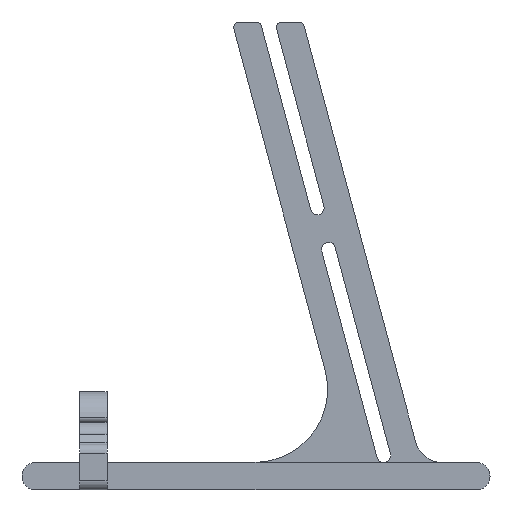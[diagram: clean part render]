
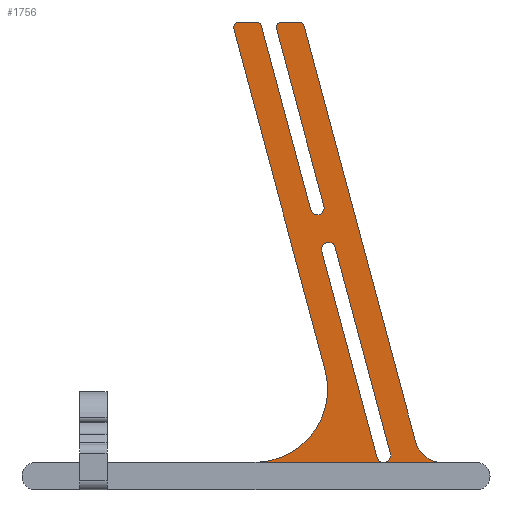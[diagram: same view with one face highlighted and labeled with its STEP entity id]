
A CAD part, left-side view. The second image highlights one B-rep face of the part: STEP entity #1756.
In plain terms, the highlighted planar face has unit normal (-1, 0, 0).
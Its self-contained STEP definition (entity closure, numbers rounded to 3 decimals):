
#40=FACE_BOUND('',#220,.T.);
#55=PLANE('',#1916);
#121=FACE_OUTER_BOUND('',#219,.T.);
#219=EDGE_LOOP('',(#1279,#1280,#1281,#1282,#1283,#1284,#1285,#1286,#1287,
#1288,#1289,#1290,#1291,#1292,#1293,#1294,#1295,#1296));
#220=EDGE_LOOP('',(#1297,#1298,#1299,#1300));
#298=LINE('',#2623,#475);
#303=LINE('',#2638,#480);
#308=LINE('',#2653,#485);
#312=LINE('',#2664,#489);
#314=LINE('',#2669,#491);
#319=LINE('',#2683,#496);
#323=LINE('',#2695,#500);
#327=LINE('',#2707,#504);
#332=LINE('',#2719,#509);
#334=LINE('',#2728,#511);
#339=LINE('',#2740,#516);
#475=VECTOR('',#2071,10.);
#480=VECTOR('',#2084,10.);
#485=VECTOR('',#2097,10.);
#489=VECTOR('',#2109,10.);
#491=VECTOR('',#2113,10.);
#496=VECTOR('',#2126,10.);
#500=VECTOR('',#2138,10.);
#504=VECTOR('',#2150,10.);
#509=VECTOR('',#2163,10.);
#511=VECTOR('',#2173,10.);
#516=VECTOR('',#2186,10.);
#650=CIRCLE('',#1872,13.333);
#652=CIRCLE('',#1876,5.);
#654=CIRCLE('',#1880,1.25);
#656=CIRCLE('',#1884,1.272);
#658=CIRCLE('',#1889,1.);
#660=CIRCLE('',#1893,1.25);
#662=CIRCLE('',#1897,1.);
#664=CIRCLE('',#1901,1.);
#666=CIRCLE('',#1905,2.5);
#668=CIRCLE('',#1909,2.5);
#670=CIRCLE('',#1913,1.);
#734=VERTEX_POINT('',#2613);
#735=VERTEX_POINT('',#2614);
#738=VERTEX_POINT('',#2622);
#740=VERTEX_POINT('',#2628);
#741=VERTEX_POINT('',#2629);
#744=VERTEX_POINT('',#2637);
#746=VERTEX_POINT('',#2643);
#747=VERTEX_POINT('',#2644);
#750=VERTEX_POINT('',#2652);
#752=VERTEX_POINT('',#2658);
#754=VERTEX_POINT('',#2667);
#755=VERTEX_POINT('',#2668);
#758=VERTEX_POINT('',#2676);
#760=VERTEX_POINT('',#2682);
#762=VERTEX_POINT('',#2688);
#764=VERTEX_POINT('',#2694);
#766=VERTEX_POINT('',#2700);
#768=VERTEX_POINT('',#2706);
#771=VERTEX_POINT('',#2717);
#772=VERTEX_POINT('',#2721);
#774=VERTEX_POINT('',#2727);
#777=VERTEX_POINT('',#2738);
#908=EDGE_CURVE('',#734,#735,#650,.T.);
#912=EDGE_CURVE('',#738,#735,#298,.T.);
#915=EDGE_CURVE('',#740,#741,#652,.T.);
#919=EDGE_CURVE('',#744,#741,#303,.T.);
#922=EDGE_CURVE('',#746,#747,#654,.T.);
#926=EDGE_CURVE('',#750,#746,#308,.T.);
#929=EDGE_CURVE('',#752,#750,#656,.T.);
#932=EDGE_CURVE('',#747,#752,#312,.T.);
#934=EDGE_CURVE('',#754,#755,#314,.T.);
#938=EDGE_CURVE('',#758,#755,#658,.T.);
#941=EDGE_CURVE('',#758,#760,#319,.T.);
#944=EDGE_CURVE('',#760,#762,#660,.T.);
#947=EDGE_CURVE('',#762,#764,#323,.T.);
#950=EDGE_CURVE('',#766,#764,#662,.T.);
#953=EDGE_CURVE('',#766,#768,#327,.T.);
#956=EDGE_CURVE('',#738,#768,#664,.T.);
#960=EDGE_CURVE('',#734,#771,#332,.T.);
#961=EDGE_CURVE('',#772,#771,#666,.T.);
#964=EDGE_CURVE('',#772,#774,#334,.T.);
#967=EDGE_CURVE('',#744,#774,#668,.T.);
#971=EDGE_CURVE('',#740,#777,#339,.T.);
#972=EDGE_CURVE('',#754,#777,#670,.T.);
#1279=ORIENTED_EDGE('',*,*,#972,.F.);
#1280=ORIENTED_EDGE('',*,*,#934,.T.);
#1281=ORIENTED_EDGE('',*,*,#938,.F.);
#1282=ORIENTED_EDGE('',*,*,#941,.T.);
#1283=ORIENTED_EDGE('',*,*,#944,.T.);
#1284=ORIENTED_EDGE('',*,*,#947,.T.);
#1285=ORIENTED_EDGE('',*,*,#950,.F.);
#1286=ORIENTED_EDGE('',*,*,#953,.T.);
#1287=ORIENTED_EDGE('',*,*,#956,.F.);
#1288=ORIENTED_EDGE('',*,*,#912,.T.);
#1289=ORIENTED_EDGE('',*,*,#908,.F.);
#1290=ORIENTED_EDGE('',*,*,#960,.T.);
#1291=ORIENTED_EDGE('',*,*,#961,.F.);
#1292=ORIENTED_EDGE('',*,*,#964,.T.);
#1293=ORIENTED_EDGE('',*,*,#967,.F.);
#1294=ORIENTED_EDGE('',*,*,#919,.T.);
#1295=ORIENTED_EDGE('',*,*,#915,.F.);
#1296=ORIENTED_EDGE('',*,*,#971,.T.);
#1297=ORIENTED_EDGE('',*,*,#932,.F.);
#1298=ORIENTED_EDGE('',*,*,#922,.F.);
#1299=ORIENTED_EDGE('',*,*,#926,.F.);
#1300=ORIENTED_EDGE('',*,*,#929,.F.);
#1756=ADVANCED_FACE('',(#121,#40),#55,.F.);
#1872=AXIS2_PLACEMENT_3D('',#2615,#2063,#2064);
#1876=AXIS2_PLACEMENT_3D('',#2630,#2076,#2077);
#1880=AXIS2_PLACEMENT_3D('',#2645,#2089,#2090);
#1884=AXIS2_PLACEMENT_3D('',#2659,#2102,#2103);
#1889=AXIS2_PLACEMENT_3D('',#2677,#2119,#2120);
#1893=AXIS2_PLACEMENT_3D('',#2689,#2131,#2132);
#1897=AXIS2_PLACEMENT_3D('',#2701,#2143,#2144);
#1901=AXIS2_PLACEMENT_3D('',#2712,#2155,#2156);
#1905=AXIS2_PLACEMENT_3D('',#2722,#2166,#2167);
#1909=AXIS2_PLACEMENT_3D('',#2733,#2178,#2179);
#1913=AXIS2_PLACEMENT_3D('',#2742,#2189,#2190);
#1916=AXIS2_PLACEMENT_3D('',#2745,#2195,#2196);
#2063=DIRECTION('center_axis',(-1.,0.,0.));
#2064=DIRECTION('ref_axis',(0.,-0.793,-0.609));
#2071=DIRECTION('',(0.,-0.259,-0.966));
#2076=DIRECTION('center_axis',(-1.,0.,0.));
#2077=DIRECTION('ref_axis',(0.,0.609,-0.793));
#2084=DIRECTION('',(0.,1.,0.));
#2089=DIRECTION('center_axis',(-1.,0.,0.));
#2090=DIRECTION('ref_axis',(0.,1.,0.));
#2097=DIRECTION('',(0.,-0.259,-0.966));
#2102=DIRECTION('center_axis',(-1.,0.,0.));
#2103=DIRECTION('ref_axis',(0.,1.,0.));
#2109=DIRECTION('',(0.,0.259,0.966));
#2113=DIRECTION('',(0.,1.,0.));
#2119=DIRECTION('center_axis',(1.,0.,0.));
#2120=DIRECTION('ref_axis',(0.,0.966,-0.259));
#2126=DIRECTION('',(0.,-0.259,-0.966));
#2131=DIRECTION('center_axis',(1.,0.,0.));
#2132=DIRECTION('ref_axis',(0.,1.,0.));
#2138=DIRECTION('',(0.,0.259,0.966));
#2143=DIRECTION('center_axis',(1.,0.,0.));
#2144=DIRECTION('ref_axis',(0.,0.,1.));
#2150=DIRECTION('',(0.,1.,0.));
#2155=DIRECTION('center_axis',(1.,0.,0.));
#2156=DIRECTION('ref_axis',(0.,0.966,-0.259));
#2163=DIRECTION('',(0.,1.,0.));
#2166=DIRECTION('center_axis',(1.,0.,0.));
#2167=DIRECTION('ref_axis',(0.,1.,0.));
#2173=DIRECTION('',(0.,-1.,0.));
#2178=DIRECTION('center_axis',(1.,0.,0.));
#2179=DIRECTION('ref_axis',(0.,1.,0.));
#2186=DIRECTION('',(0.,0.259,0.966));
#2189=DIRECTION('center_axis',(1.,0.,0.));
#2190=DIRECTION('ref_axis',(0.,0.,1.));
#2195=DIRECTION('center_axis',(1.,0.,0.));
#2196=DIRECTION('ref_axis',(0.,1.,0.));
#2613=CARTESIAN_POINT('',(0.,-26.738,29.127));
#2614=CARTESIAN_POINT('',(0.,-39.617,45.911));
#2615=CARTESIAN_POINT('Origin',(0.,-26.738,42.46));
#2622=CARTESIAN_POINT('',(0.,-23.016,107.868));
#2623=CARTESIAN_POINT('',(0.,-23.016,107.868));
#2628=CARTESIAN_POINT('',(0.,-56.062,32.833));
#2629=CARTESIAN_POINT('',(0.,-60.892,29.127));
#2630=CARTESIAN_POINT('Origin',(0.,-60.892,34.127));
#2637=CARTESIAN_POINT('',(0.,-67.055,29.127));
#2638=CARTESIAN_POINT('',(0.,-67.055,29.127));
#2643=CARTESIAN_POINT('',(0.,-49.043,30.054));
#2644=CARTESIAN_POINT('',(0.,-51.457,30.701));
#2645=CARTESIAN_POINT('Origin',(0.,-50.25,30.377));
#2652=CARTESIAN_POINT('',(0.,-39.002,67.526));
#2653=CARTESIAN_POINT('',(0.,-49.291,29.127));
#2658=CARTESIAN_POINT('',(0.,-41.331,68.493));
#2659=CARTESIAN_POINT('Origin',(0.,-40.231,67.855));
#2664=CARTESIAN_POINT('',(0.,-30.78,107.868));
#2667=CARTESIAN_POINT('',(0.,-34.852,109.127));
#2668=CARTESIAN_POINT('',(0.,-31.746,109.127));
#2669=CARTESIAN_POINT('',(0.,-34.852,109.127));
#2676=CARTESIAN_POINT('',(0.,-30.78,107.868));
#2677=CARTESIAN_POINT('Origin',(0.,-31.746,108.127));
#2682=CARTESIAN_POINT('',(0.,-39.4,75.701));
#2683=CARTESIAN_POINT('',(0.,-30.78,107.868));
#2688=CARTESIAN_POINT('',(0.,-36.985,75.054));
#2689=CARTESIAN_POINT('Origin',(0.,-38.192,75.377));
#2694=CARTESIAN_POINT('',(0.,-28.053,108.386));
#2695=CARTESIAN_POINT('',(0.,-49.291,29.127));
#2700=CARTESIAN_POINT('',(0.,-27.087,109.127));
#2701=CARTESIAN_POINT('Origin',(0.,-27.087,108.127));
#2706=CARTESIAN_POINT('',(0.,-23.982,109.127));
#2707=CARTESIAN_POINT('',(0.,-27.087,109.127));
#2712=CARTESIAN_POINT('Origin',(0.,-23.982,108.127));
#2717=CARTESIAN_POINT('',(0.,12.945,29.127));
#2719=CARTESIAN_POINT('',(0.,-67.055,29.127));
#2721=CARTESIAN_POINT('',(0.,12.945,24.127));
#2722=CARTESIAN_POINT('Origin',(0.,12.945,26.627));
#2727=CARTESIAN_POINT('',(0.,-67.055,24.127));
#2728=CARTESIAN_POINT('',(0.,12.945,24.127));
#2733=CARTESIAN_POINT('Origin',(0.,-67.055,26.627));
#2738=CARTESIAN_POINT('',(0.,-35.818,108.386));
#2740=CARTESIAN_POINT('',(0.,-57.055,29.127));
#2742=CARTESIAN_POINT('Origin',(0.,-34.852,108.127));
#2745=CARTESIAN_POINT('Origin',(0.,-27.055,66.627));
